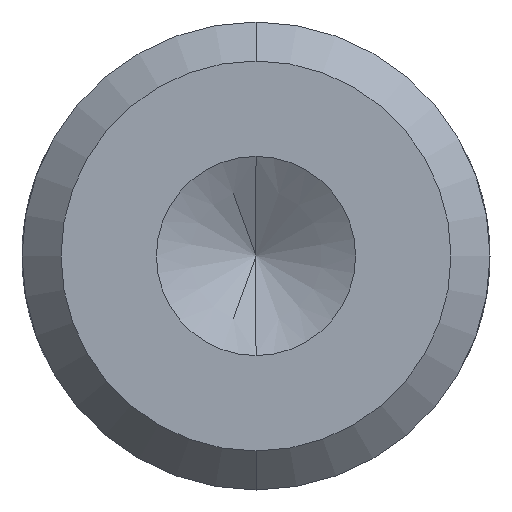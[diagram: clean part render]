
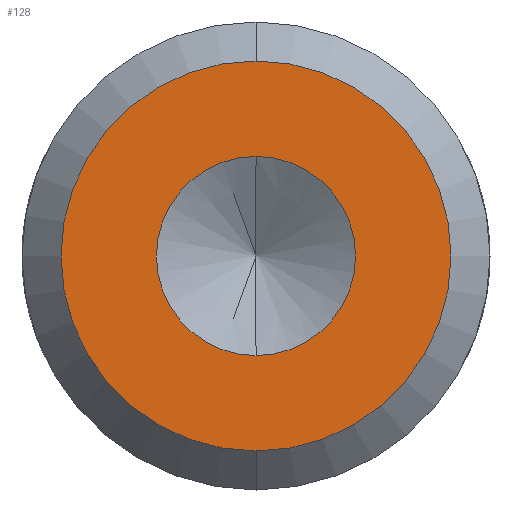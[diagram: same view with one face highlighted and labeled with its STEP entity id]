
A CAD part, front view. The second image highlights one B-rep face of the part: STEP entity #128.
In plain terms, the highlighted planar face has unit normal (0, -1, 0).
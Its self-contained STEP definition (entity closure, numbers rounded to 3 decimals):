
#13 = DIRECTION ( 'NONE',  ( 0., -1., 0. ) ) ;
#37 = CARTESIAN_POINT ( 'NONE',  ( 0., 0., 5. ) ) ;
#43 = VERTEX_POINT ( 'NONE', #358 ) ;
#49 = AXIS2_PLACEMENT_3D ( 'NONE', #499, #887, #575 ) ;
#67 = PLANE ( 'NONE',  #945 ) ;
#71 = VERTEX_POINT ( 'NONE', #618 ) ;
#74 = ORIENTED_EDGE ( 'NONE', *, *, #521, .F. ) ;
#77 = DIRECTION ( 'NONE',  ( 0., 1., 0. ) ) ;
#81 = CARTESIAN_POINT ( 'NONE',  ( 0., 0., 0. ) ) ;
#119 = DIRECTION ( 'NONE',  ( 0., 0., -1. ) ) ;
#128 = ADVANCED_FACE ( 'NONE', ( #170, #1000 ), #67, .F. ) ;
#131 = CIRCLE ( 'NONE', #524, 5. ) ;
#164 = CARTESIAN_POINT ( 'NONE',  ( 0., 0., 0. ) ) ;
#170 = FACE_BOUND ( 'NONE', #343, .T. ) ;
#205 = CIRCLE ( 'NONE', #996, 5. ) ;
#258 = EDGE_CURVE ( 'NONE', #43, #533, #205, .T. ) ;
#260 = CARTESIAN_POINT ( 'NONE',  ( 0., 0., 0. ) ) ;
#308 = DIRECTION ( 'NONE',  ( 0., -1., 0. ) ) ;
#313 = ORIENTED_EDGE ( 'NONE', *, *, #529, .T. ) ;
#323 = DIRECTION ( 'NONE',  ( 0., 0., -1. ) ) ;
#343 = EDGE_LOOP ( 'NONE', ( #927, #74 ) ) ;
#358 = CARTESIAN_POINT ( 'NONE',  ( 0., 0., -5. ) ) ;
#499 = CARTESIAN_POINT ( 'NONE',  ( 0., 0., 0. ) ) ;
#507 = VERTEX_POINT ( 'NONE', #823 ) ;
#521 = EDGE_CURVE ( 'NONE', #71, #507, #853, .T. ) ;
#524 = AXIS2_PLACEMENT_3D ( 'NONE', #260, #815, #119 ) ;
#529 = EDGE_CURVE ( 'NONE', #533, #43, #131, .T. ) ;
#533 = VERTEX_POINT ( 'NONE', #37 ) ;
#575 = DIRECTION ( 'NONE',  ( 0., 0., -1. ) ) ;
#618 = CARTESIAN_POINT ( 'NONE',  ( 0., 0., 2.553 ) ) ;
#686 = DIRECTION ( 'NONE',  ( 0., 0., 1. ) ) ;
#700 = CIRCLE ( 'NONE', #893, 2.553 ) ;
#815 = DIRECTION ( 'NONE',  ( 0., -1., 0. ) ) ;
#823 = CARTESIAN_POINT ( 'NONE',  ( 0., 0., -2.553 ) ) ;
#853 = CIRCLE ( 'NONE', #49, 2.553 ) ;
#855 = DIRECTION ( 'NONE',  ( 0., 0., -1. ) ) ;
#856 = ORIENTED_EDGE ( 'NONE', *, *, #258, .T. ) ;
#887 = DIRECTION ( 'NONE',  ( 0., -1., 0. ) ) ;
#893 = AXIS2_PLACEMENT_3D ( 'NONE', #81, #308, #855 ) ;
#907 = EDGE_LOOP ( 'NONE', ( #313, #856 ) ) ;
#912 = EDGE_CURVE ( 'NONE', #507, #71, #700, .T. ) ;
#927 = ORIENTED_EDGE ( 'NONE', *, *, #912, .F. ) ;
#933 = CARTESIAN_POINT ( 'NONE',  ( 0., 0., 0. ) ) ;
#945 = AXIS2_PLACEMENT_3D ( 'NONE', #933, #77, #686 ) ;
#996 = AXIS2_PLACEMENT_3D ( 'NONE', #164, #13, #323 ) ;
#1000 = FACE_OUTER_BOUND ( 'NONE', #907, .T. ) ;
